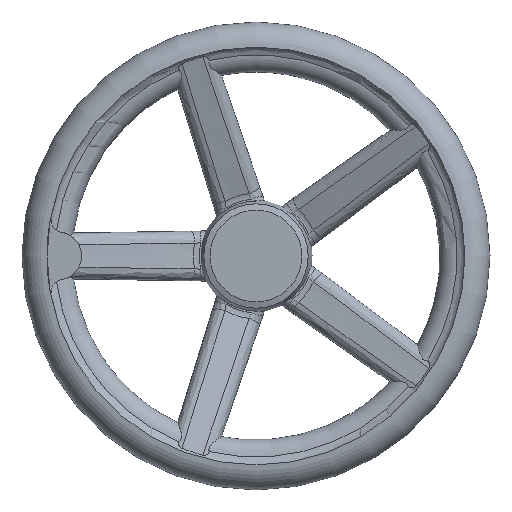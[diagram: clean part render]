
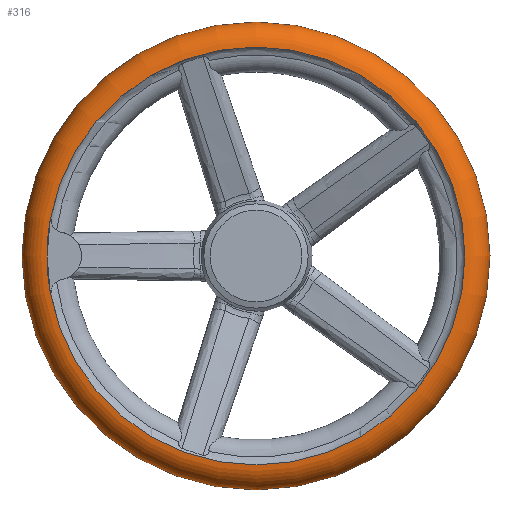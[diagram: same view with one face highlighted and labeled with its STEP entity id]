
A CAD part, left-side view. The second image highlights one B-rep face of the part: STEP entity #316.
In plain terms, the highlighted toroidal (fillet/blend) face has major radius 100 mm and minor radius 12 mm.
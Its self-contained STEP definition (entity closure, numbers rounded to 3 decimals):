
#149=TOROIDAL_SURFACE('',#2357,100.,12.);
#164=FACE_BOUND('',#594,.T.);
#165=FACE_BOUND('',#595,.T.);
#225=CIRCLE('',#2355,100.);
#226=CIRCLE('',#2356,100.);
#316=ADVANCED_FACE('',(#164,#165),#149,.T.);
#594=EDGE_LOOP('',(#919));
#595=EDGE_LOOP('',(#920));
#919=ORIENTED_EDGE('',*,*,#1857,.F.);
#920=ORIENTED_EDGE('',*,*,#1858,.T.);
#1627=VERTEX_POINT('',#3439);
#1628=VERTEX_POINT('',#3441);
#1857=EDGE_CURVE('',#1627,#1627,#225,.T.);
#1858=EDGE_CURVE('',#1628,#1628,#226,.T.);
#2355=AXIS2_PLACEMENT_3D('',#3438,#2575,#2576);
#2356=AXIS2_PLACEMENT_3D('',#3440,#2577,#2578);
#2357=AXIS2_PLACEMENT_3D('',#3442,#2579,#2580);
#2575=DIRECTION('',(-1.,0.,0.));
#2576=DIRECTION('',(0.,0.,1.));
#2577=DIRECTION('',(-1.,0.,0.));
#2578=DIRECTION('',(0.,0.,1.));
#2579=DIRECTION('',(-1.,0.,0.));
#2580=DIRECTION('',(0.,0.,1.));
#3438=CARTESIAN_POINT('',(411.101,224.851,0.));
#3439=CARTESIAN_POINT('',(411.101,324.851,0.));
#3440=CARTESIAN_POINT('',(435.101,224.851,0.));
#3441=CARTESIAN_POINT('',(435.101,224.851,100.));
#3442=CARTESIAN_POINT('',(423.101,224.851,0.));
